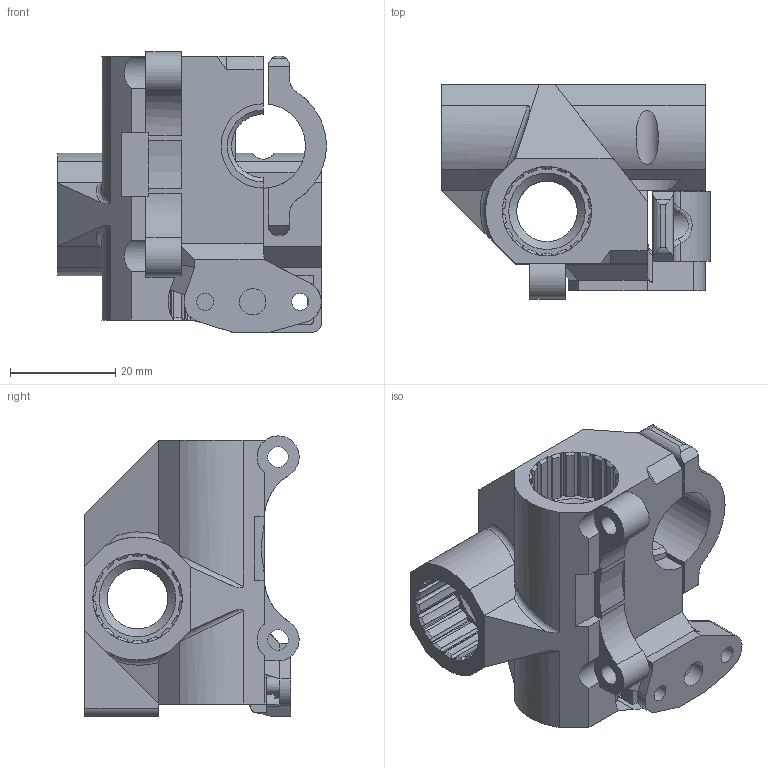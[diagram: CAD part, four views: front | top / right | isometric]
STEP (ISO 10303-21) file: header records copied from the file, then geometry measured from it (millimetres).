
FILE_DESCRIPTION(/* description */ (''),/* implementation_level */ '2;1');
FILE_NAME(/* name */ 'BlTouchEustathios_w m3 nuts v2.step',/* time_stamp */ '2020-04-11T14:39:45-04:00',/* author */ (''),/* organization */ (''),/* preprocessor_version */ 'ST-DEVELOPER v18',/* originating_system */ 'Autodesk Translation Framework v8.12.0.6',/* authorisation */ '');
FILE_SCHEMA (('AUTOMOTIVE_DESIGN { 1 0 10303 214 3 1 1 }'));
Length unit declared in the file: millimetre
Products named in the file (2): BlTouchEustathios_w m3 nuts; Zanes_Lightweight_Carriage_BLTouch
Assembly tree (1 placements, depth 2):
  BlTouchEustathios_w m3 nuts
    Zanes_Lightweight_Carriage_BLTouch
Bounding box: 51 x 40.65 x 53.15 mm (x, y, z)
Volume: 35186.3 mm3; surface area: 17128.5 mm2
Topology: 2 solids, 2 shells, 605 faces, 1631 edges, 1034 vertices
Faces by surface type: cylinder 339, plane 138, cone 80, bspline 46, torus 2
Full cylindrical faces by diameter (mm): 3.2 x4, 3.9 x4, 5 x1, 11.5 x2
Entity records: 25773 total; most frequent: CARTESIAN_POINT 10674, ORIENTED_EDGE 3258, DIRECTION 3143, EDGE_CURVE 1629, AXIS2_PLACEMENT_3D 1221, VERTEX_POINT 1035, LINE 701, VECTOR 701
